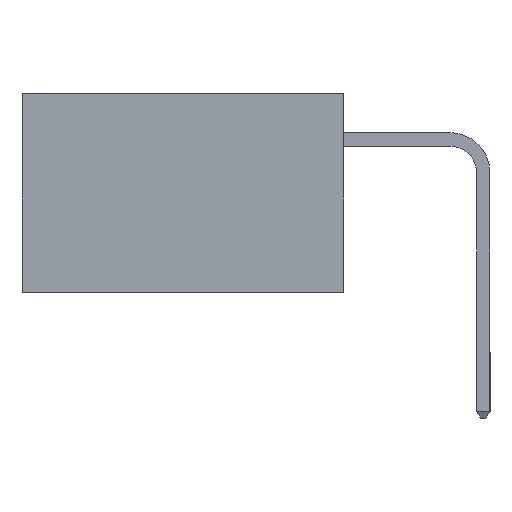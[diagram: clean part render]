
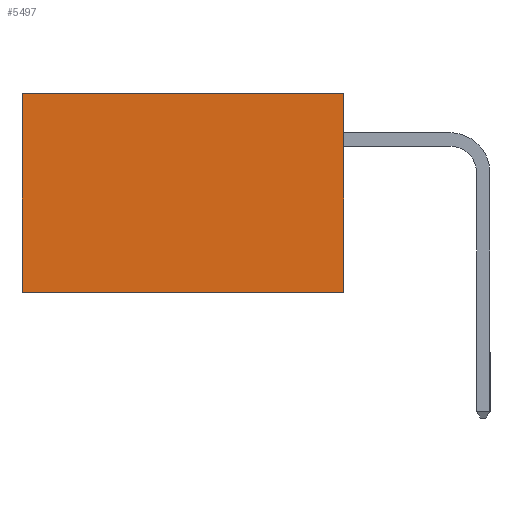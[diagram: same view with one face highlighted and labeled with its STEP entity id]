
A CAD part, left-side view. The second image highlights one B-rep face of the part: STEP entity #5497.
In plain terms, the highlighted planar face has unit normal (-1, 0, 0).
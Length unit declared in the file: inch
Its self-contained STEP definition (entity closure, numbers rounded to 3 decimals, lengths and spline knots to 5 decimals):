
#454 = DIRECTION ( 'NONE',  ( 0., 1., 0. ) ) ;
#757 = CARTESIAN_POINT ( 'NONE',  ( 0.298, 0.6, 0. ) ) ;
#1780 = DIRECTION ( 'NONE',  ( 0., 0., -1. ) ) ;
#2094 = EDGE_LOOP ( 'NONE', ( #13108, #13634, #3230, #3449 ) ) ;
#3230 = ORIENTED_EDGE ( 'NONE', *, *, #15122, .F. ) ;
#3449 = ORIENTED_EDGE ( 'NONE', *, *, #7994, .T. ) ;
#3523 = FACE_OUTER_BOUND ( 'NONE', #2094, .T. ) ;
#3566 = CARTESIAN_POINT ( 'NONE',  ( 0.298, 0.6, -0.37 ) ) ;
#3974 = DIRECTION ( 'NONE',  ( 1., 0., 0. ) ) ;
#4953 = VECTOR ( 'NONE', #454, 39.37008 ) ;
#5103 = PLANE ( 'NONE',  #9314 ) ;
#5338 = CARTESIAN_POINT ( 'NONE',  ( 0.298, 0., 0. ) ) ;
#5497 = ADVANCED_FACE ( 'NONE', ( #3523 ), #5103, .F. ) ;
#6300 = VERTEX_POINT ( 'NONE', #757 ) ;
#7994 = EDGE_CURVE ( 'NONE', #8146, #6300, #21591, .T. ) ;
#8146 = VERTEX_POINT ( 'NONE', #17404 ) ;
#8602 = VERTEX_POINT ( 'NONE', #3566 ) ;
#8719 = DIRECTION ( 'NONE',  ( 0., 0., -1. ) ) ;
#9314 = AXIS2_PLACEMENT_3D ( 'NONE', #13834, #3974, #8719 ) ;
#9463 = EDGE_CURVE ( 'NONE', #12941, #8602, #15063, .T. ) ;
#10109 = VECTOR ( 'NONE', #1780, 39.37008 ) ;
#12941 = VERTEX_POINT ( 'NONE', #13265 ) ;
#13108 = ORIENTED_EDGE ( 'NONE', *, *, #23464, .T. ) ;
#13265 = CARTESIAN_POINT ( 'NONE',  ( 0.298, 0., -0.37 ) ) ;
#13634 = ORIENTED_EDGE ( 'NONE', *, *, #9463, .F. ) ;
#13786 = CARTESIAN_POINT ( 'NONE',  ( 0.298, 0., -0.37 ) ) ;
#13834 = CARTESIAN_POINT ( 'NONE',  ( 0.298, 0., 0. ) ) ;
#15063 = LINE ( 'NONE', #13786, #4953 ) ;
#15122 = EDGE_CURVE ( 'NONE', #8146, #12941, #17537, .T. ) ;
#16970 = VECTOR ( 'NONE', #20364, 39.37008 ) ;
#17016 = CARTESIAN_POINT ( 'NONE',  ( 0.298, 0., 0. ) ) ;
#17404 = CARTESIAN_POINT ( 'NONE',  ( 0.298, 0., 0. ) ) ;
#17537 = LINE ( 'NONE', #5338, #16970 ) ;
#18844 = DIRECTION ( 'NONE',  ( 0., 1., 0. ) ) ;
#20003 = LINE ( 'NONE', #24186, #10109 ) ;
#20364 = DIRECTION ( 'NONE',  ( 0., 0., -1. ) ) ;
#21591 = LINE ( 'NONE', #17016, #22732 ) ;
#22732 = VECTOR ( 'NONE', #18844, 39.37008 ) ;
#23464 = EDGE_CURVE ( 'NONE', #6300, #8602, #20003, .T. ) ;
#24186 = CARTESIAN_POINT ( 'NONE',  ( 0.298, 0.6, 0. ) ) ;
